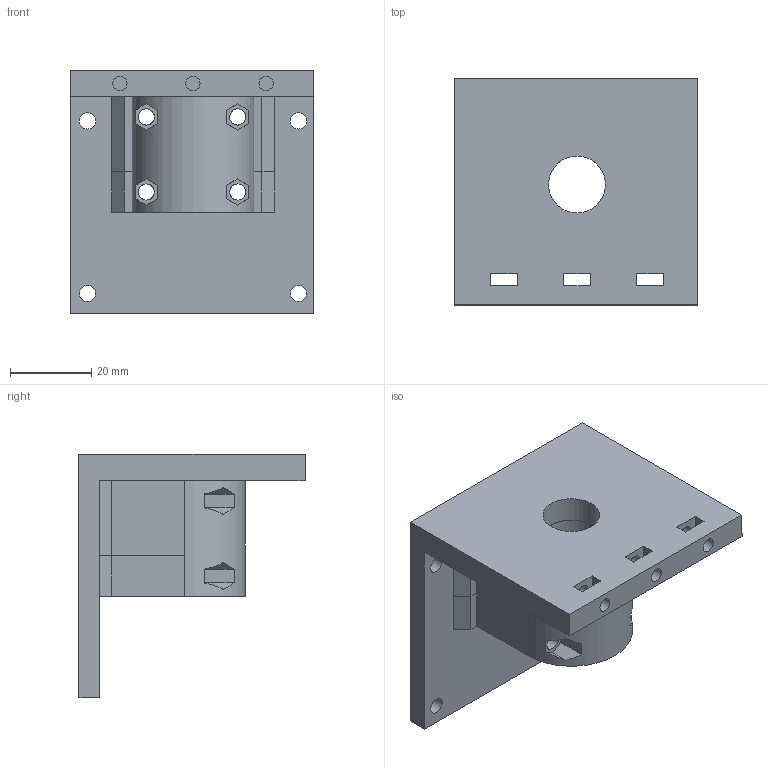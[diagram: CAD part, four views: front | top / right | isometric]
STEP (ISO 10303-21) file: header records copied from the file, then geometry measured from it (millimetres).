
FILE_DESCRIPTION(/* description */ (''),/* implementation_level */ '2;1');
FILE_NAME(/* name */ '',/* time_stamp */ '2025-12-24T22:55:22+03:00',/* author */ ('katya_notebook'),/* organization */ (''),/* preprocessor_version */ 'ST-DEVELOPER v20',/* originating_system */ 'Autodesk Inventor 2024',/* authorisation */ '');
FILE_SCHEMA (('AUTOMOTIVE_DESIGN { 1 0 10303 214 3 1 1 }'));
Length unit declared in the file: millimetre
Products named in the file (4): robotetz; крепление свободной 
шестерни_MIR; цили_MIR2; верх штуки для 
подшипников_MIR1
Assembly tree (3 placements, depth 2):
  robotetz
    крепление свободной 
шестерни_MIR
    цили_MIR2
    верх штуки для 
подшипников_MIR1
Bounding box: 60 x 55.7 x 60 mm (x, y, z)
Volume: 57863.2 mm3; surface area: 23527 mm2
Topology: 3 solids, 3 shells, 98 faces, 255 edges, 171 vertices
Faces by surface type: plane 73, cylinder 17, bspline 8
Full cylindrical faces by diameter (mm): 3.5 x6, 4 x6, 14 x1
Entity records: 5210 total; most frequent: CARTESIAN_POINT 2436, ORIENTED_EDGE 510, DIRECTION 485, EDGE_CURVE 255, LINE 189, VECTOR 189, VERTEX_POINT 170, AXIS2_PLACEMENT_3D 148
